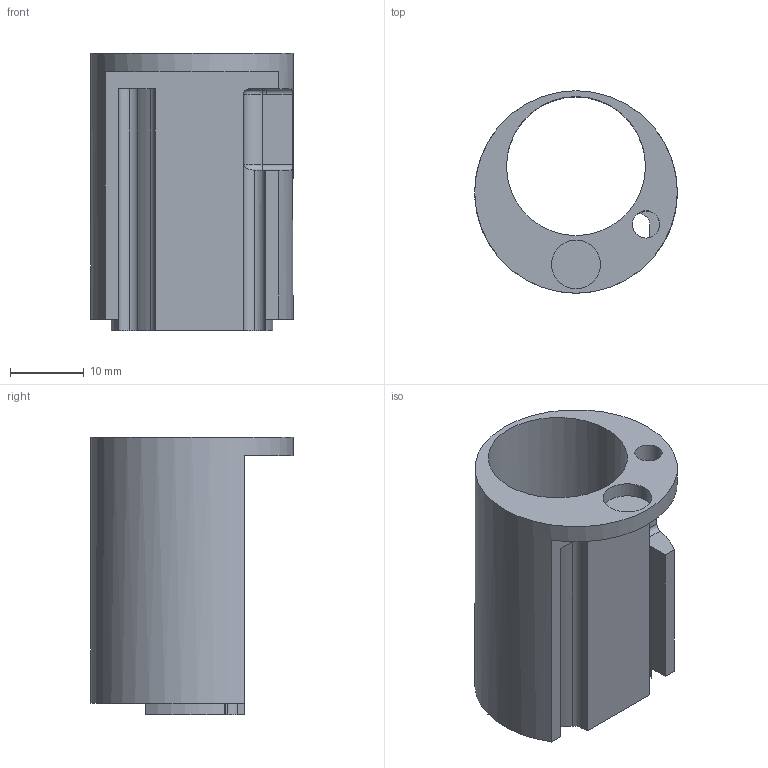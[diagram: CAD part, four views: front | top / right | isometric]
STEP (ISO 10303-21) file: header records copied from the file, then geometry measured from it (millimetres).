
FILE_DESCRIPTION(('HOOPS Exchange Step'),'2;1');
FILE_NAME('temp_export','2022-12-29T10:04:52+01:00',('mobile'),('Shapr3D Limited'),'HOOPS Exchange 2022.1','Shapr3D','Authorized');
FILE_SCHEMA( ('AUTOMOTIVE_DESIGN { 1 0 10303 214 1 1 1 1 }') );
Length unit declared in the file: millimetre
Products named in the file (3): EX-RV1K-03 PIEZA GUIA BATERIA; 0. ROVER-1K_v3_RCA.stp; root
Assembly tree (2 placements, depth 3):
  root
    0. ROVER-1K_v3_RCA.stp
      EX-RV1K-03 PIEZA GUIA BATERIA
Bounding box: 27.4 x 27.4 x 37.5 mm (x, y, z)
Volume: 6384.7 mm3; surface area: 6396.8 mm2
Topology: 1 solids, 1 shells, 47 faces, 136 edges, 90 vertices
Faces by surface type: cylinder 22, plane 15, cone 6, bspline 3, torus 1
Full cylindrical faces by diameter (mm): 1.25 x2, 1.5 x2, 1.7 x2, 3.7 x1, 6.6 x1, 18.8 x1, 27.4 x1
Entity records: 1768 total; most frequent: CARTESIAN_POINT 451, DIRECTION 272, ORIENTED_EDGE 260, EDGE_CURVE 130, AXIS2_PLACEMENT_3D 107, VERTEX_POINT 90, CIRCLE 60, VECTOR 58
